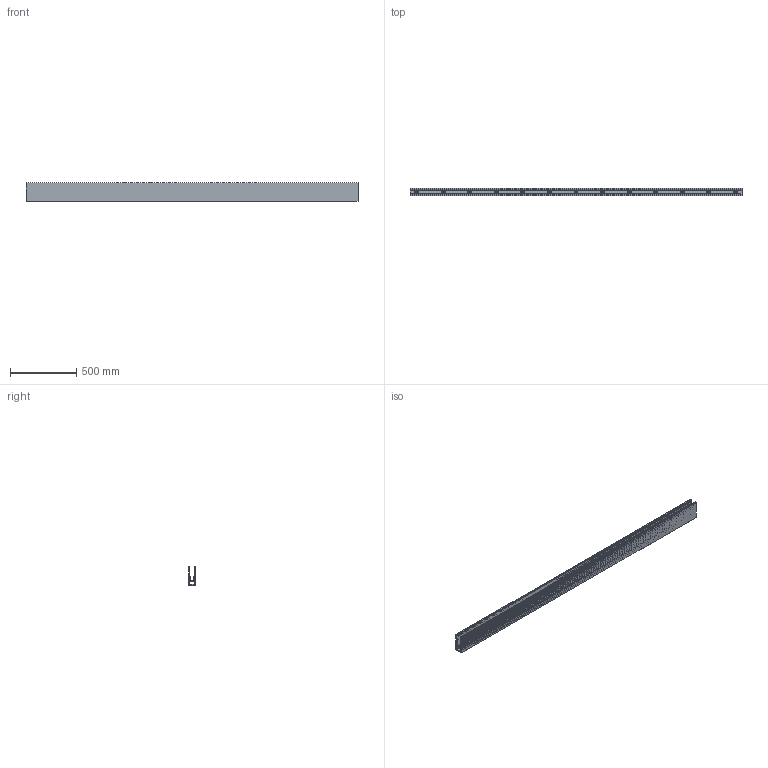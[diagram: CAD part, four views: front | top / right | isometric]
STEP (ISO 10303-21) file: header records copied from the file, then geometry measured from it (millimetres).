
FILE_DESCRIPTION(('STEP AP214'),'1');
FILE_NAME('cctmp_C5782A5B-3B1D-4219-8B45-7EB085D901B7_2020_1_14_19_23_12_367..stp','2020-01-14T18:23:13',('OnLevel Balustrades'),('CADClick - www.CADClick.com'),'Spatial InterOp 3D',' ','unknown authorization');
FILE_SCHEMA(('AUTOMOTIVE_DESIGN'));
Length unit declared in the file: millimetre
Products named in the file (1): 2020_01_14__19-23-12-367
Bounding box: 2500 x 59.87 x 139.95 mm (x, y, z)
Volume: 6842373.7 mm3; surface area: 3254640.1 mm2
Topology: 1 solids, 1 shells, 544 faces, 1717 edges, 1143 vertices
Faces by surface type: cylinder 380, plane 164
Entity records: 25058 total; most frequent: CARTESIAN_POINT 5069, ORIENTED_EDGE 3434, DIRECTION 3256, EDGE_CURVE 1717, AXIS2_PLACEMENT_3D 1202, VERTEX_POINT 1143, LINE 852, VECTOR 852
